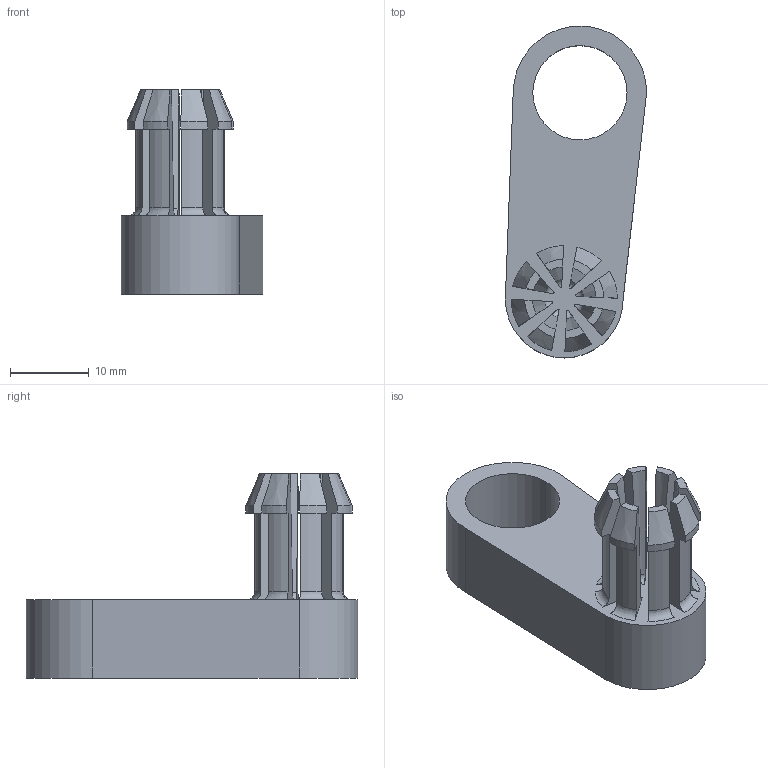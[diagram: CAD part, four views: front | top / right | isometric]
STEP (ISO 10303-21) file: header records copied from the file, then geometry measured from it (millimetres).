
FILE_DESCRIPTION (( 'STEP AP214' ), '1' );
FILE_NAME ('steering tie rod (print 2).STEP', '2024-08-30T07:37:40', ( '' ), ( '' ), 'SwSTEP 2.0', 'SolidWorks 2023', '' );
FILE_SCHEMA (( 'AUTOMOTIVE_DESIGN' ));
Length unit declared in the file: millimetre
Products named in the file (1): steering tie rod (print 2)
Bounding box: 18 x 42.27 x 26 mm (x, y, z)
Volume: 5789 mm3; surface area: 3628.5 mm2
Topology: 1 solids, 1 shells, 88 faces, 234 edges, 156 vertices
Faces by surface type: plane 36, cylinder 20, cone 16, torus 16
Entity records: 3025 total; most frequent: CARTESIAN_POINT 847, ORIENTED_EDGE 468, DIRECTION 428, EDGE_CURVE 234, AXIS2_PLACEMENT_3D 169, VERTEX_POINT 156, EDGE_LOOP 98, LINE 90
